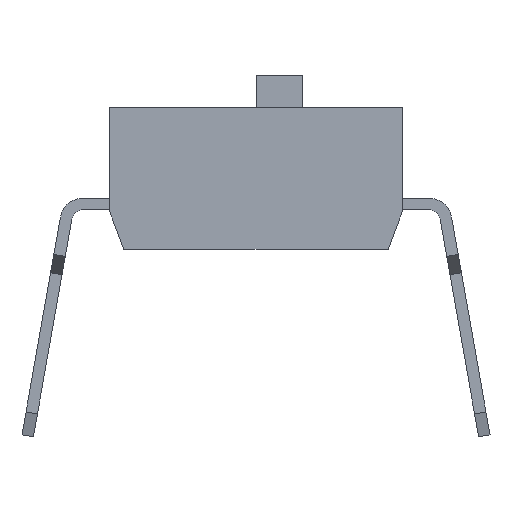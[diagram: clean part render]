
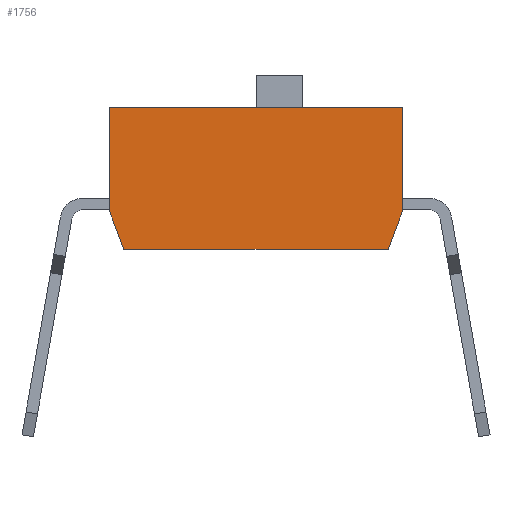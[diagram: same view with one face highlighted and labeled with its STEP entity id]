
A CAD part, left-side view. The second image highlights one B-rep face of the part: STEP entity #1756.
In plain terms, the highlighted planar face has unit normal (-1, 0, 0).
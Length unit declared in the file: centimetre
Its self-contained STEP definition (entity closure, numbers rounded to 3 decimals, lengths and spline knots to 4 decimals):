
#161=FACE_OUTER_BOUND('',#260,.T.);
#260=EDGE_LOOP('',(#1583,#1584,#1585,#1586,#1587,#1588));
#444=LINE('',#2913,#653);
#465=LINE('',#2957,#674);
#469=LINE('',#2966,#678);
#473=LINE('',#2973,#682);
#476=LINE('',#2977,#685);
#478=LINE('',#2981,#687);
#653=VECTOR('',#2171,1.);
#674=VECTOR('',#2212,1.);
#678=VECTOR('',#2218,1.);
#682=VECTOR('',#2224,1.);
#685=VECTOR('',#2229,1.);
#687=VECTOR('',#2235,1.);
#831=VERTEX_POINT('',#2910);
#832=VERTEX_POINT('',#2912);
#844=VERTEX_POINT('',#2955);
#845=VERTEX_POINT('',#2956);
#848=VERTEX_POINT('',#2964);
#849=VERTEX_POINT('',#2965);
#1064=EDGE_CURVE('',#832,#831,#444,.T.);
#1085=EDGE_CURVE('',#844,#845,#465,.T.);
#1089=EDGE_CURVE('',#848,#849,#469,.T.);
#1093=EDGE_CURVE('',#844,#831,#473,.T.);
#1096=EDGE_CURVE('',#849,#832,#476,.T.);
#1098=EDGE_CURVE('',#848,#845,#478,.T.);
#1583=ORIENTED_EDGE('',*,*,#1085,.T.);
#1584=ORIENTED_EDGE('',*,*,#1098,.F.);
#1585=ORIENTED_EDGE('',*,*,#1089,.T.);
#1586=ORIENTED_EDGE('',*,*,#1096,.T.);
#1587=ORIENTED_EDGE('',*,*,#1064,.T.);
#1588=ORIENTED_EDGE('',*,*,#1093,.F.);
#1664=PLANE('',#1855);
#1756=ADVANCED_FACE('',(#161),#1664,.T.);
#1855=AXIS2_PLACEMENT_3D('',#2980,#2233,#2234);
#2171=DIRECTION('',(0.,1.,0.));
#2212=DIRECTION('',(0.,-0.351,-0.936));
#2218=DIRECTION('',(0.,-0.351,0.936));
#2224=DIRECTION('',(0.,0.,1.));
#2229=DIRECTION('',(0.,0.,1.));
#2233=DIRECTION('center_axis',(-1.,0.,0.));
#2234=DIRECTION('ref_axis',(0.,0.,1.));
#2235=DIRECTION('',(0.,1.,0.));
#2910=CARTESIAN_POINT('',(-0.179,0.315,0.305));
#2912=CARTESIAN_POINT('',(-0.179,-0.315,0.305));
#2913=CARTESIAN_POINT('',(-0.179,-0.315,0.305));
#2955=CARTESIAN_POINT('',(-0.179,0.315,0.08));
#2956=CARTESIAN_POINT('',(-0.179,0.285,0.));
#2957=CARTESIAN_POINT('',(-0.179,0.263,-0.0586));
#2964=CARTESIAN_POINT('',(-0.179,-0.285,0.));
#2965=CARTESIAN_POINT('',(-0.179,-0.315,0.08));
#2966=CARTESIAN_POINT('',(-0.179,-0.2868,0.0049));
#2973=CARTESIAN_POINT('',(-0.179,0.315,0.));
#2977=CARTESIAN_POINT('',(-0.179,-0.315,0.));
#2980=CARTESIAN_POINT('Origin',(-0.179,-0.315,0.));
#2981=CARTESIAN_POINT('',(-0.179,-0.315,0.));
